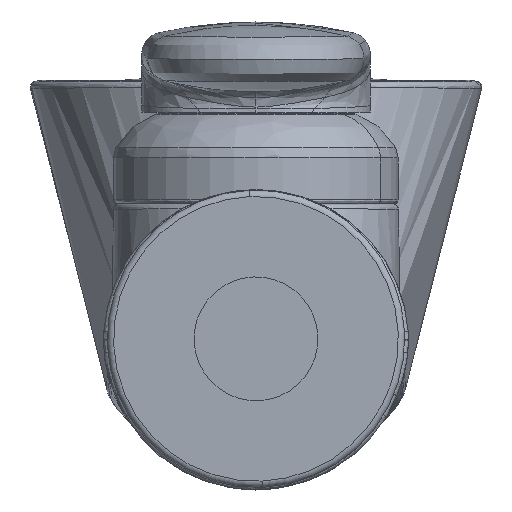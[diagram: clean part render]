
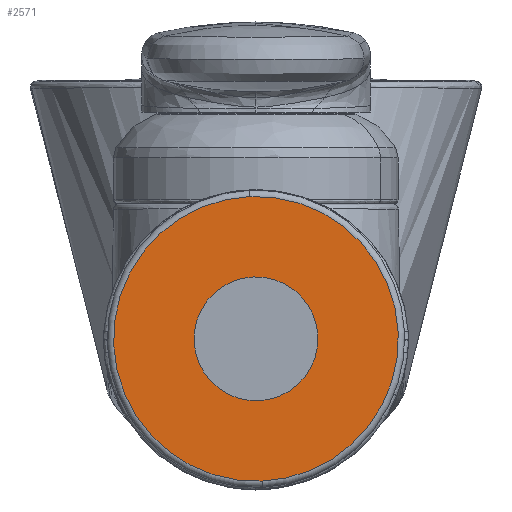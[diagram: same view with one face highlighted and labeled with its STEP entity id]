
A CAD part, front view. The second image highlights one B-rep face of the part: STEP entity #2571.
In plain terms, the highlighted planar face has unit normal (0, -1, 0).
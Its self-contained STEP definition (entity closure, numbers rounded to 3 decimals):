
#256 = EDGE_CURVE ( 'NONE', #1545, #14556, #16827, .T. ) ;
#318 = CARTESIAN_POINT ( 'NONE',  ( 0.008, 27.566, 39.951 ) ) ;
#388 = DIRECTION ( 'NONE',  ( 0., -1., 0. ) ) ;
#1298 = EDGE_CURVE ( 'NONE', #14556, #1545, #15137, .T. ) ;
#1545 = VERTEX_POINT ( 'NONE', #5620 ) ;
#2002 = ORIENTED_EDGE ( 'NONE', *, *, #1298, .T. ) ;
#2317 = DIRECTION ( 'NONE',  ( 0., -1., 0. ) ) ;
#2571 = ADVANCED_FACE ( 'NONE', ( #10381, #18745 ), #4323, .F. ) ;
#4203 = DIRECTION ( 'NONE',  ( 0., -1., 0. ) ) ;
#4323 = PLANE ( 'NONE',  #10480 ) ;
#4965 = ORIENTED_EDGE ( 'NONE', *, *, #256, .T. ) ;
#5620 = CARTESIAN_POINT ( 'NONE',  ( -0.47, 27.566, 51.141 ) ) ;
#6024 = DIRECTION ( 'NONE',  ( 0.043, 0., -0.999 ) ) ;
#6443 = CIRCLE ( 'NONE', #18603, 4.871 ) ;
#6568 = AXIS2_PLACEMENT_3D ( 'NONE', #22016, #4203, #6024 ) ;
#6569 = DIRECTION ( 'NONE',  ( 0., -1., 0. ) ) ;
#7040 = AXIS2_PLACEMENT_3D ( 'NONE', #318, #388, #7423 ) ;
#7423 = DIRECTION ( 'NONE',  ( 0.043, 0., -0.999 ) ) ;
#7950 = DIRECTION ( 'NONE',  ( 0., 1., 0. ) ) ;
#8213 = EDGE_CURVE ( 'NONE', #22233, #15755, #6443, .T. ) ;
#8462 = DIRECTION ( 'NONE',  ( 0.043, 0., -0.999 ) ) ;
#8680 = EDGE_LOOP ( 'NONE', ( #16062, #21610 ) ) ;
#9799 = CARTESIAN_POINT ( 'NONE',  ( 0.008, 27.566, 39.951 ) ) ;
#10381 = FACE_BOUND ( 'NONE', #8680, .T. ) ;
#10480 = AXIS2_PLACEMENT_3D ( 'NONE', #9799, #7950, #20436 ) ;
#11004 = CARTESIAN_POINT ( 'NONE',  ( -0.2, 27.566, 44.818 ) ) ;
#12890 = CARTESIAN_POINT ( 'NONE',  ( 0.216, 27.566, 35.084 ) ) ;
#13025 = CARTESIAN_POINT ( 'NONE',  ( 0.008, 27.566, 39.951 ) ) ;
#13700 = EDGE_CURVE ( 'NONE', #15755, #22233, #21453, .T. ) ;
#14556 = VERTEX_POINT ( 'NONE', #17473 ) ;
#15137 = CIRCLE ( 'NONE', #7040, 11.2 ) ;
#15675 = CARTESIAN_POINT ( 'NONE',  ( 0.008, 27.566, 39.951 ) ) ;
#15755 = VERTEX_POINT ( 'NONE', #11004 ) ;
#16062 = ORIENTED_EDGE ( 'NONE', *, *, #8213, .F. ) ;
#16827 = CIRCLE ( 'NONE', #18522, 11.2 ) ;
#17473 = CARTESIAN_POINT ( 'NONE',  ( 0.487, 27.566, 28.762 ) ) ;
#18123 = DIRECTION ( 'NONE',  ( 0.043, 0., -0.999 ) ) ;
#18522 = AXIS2_PLACEMENT_3D ( 'NONE', #13025, #2317, #18123 ) ;
#18603 = AXIS2_PLACEMENT_3D ( 'NONE', #15675, #6569, #8462 ) ;
#18745 = FACE_OUTER_BOUND ( 'NONE', #21926, .T. ) ;
#20436 = DIRECTION ( 'NONE',  ( 0.043, 0., -0.999 ) ) ;
#21453 = CIRCLE ( 'NONE', #6568, 4.871 ) ;
#21610 = ORIENTED_EDGE ( 'NONE', *, *, #13700, .F. ) ;
#21926 = EDGE_LOOP ( 'NONE', ( #2002, #4965 ) ) ;
#22016 = CARTESIAN_POINT ( 'NONE',  ( 0.008, 27.566, 39.951 ) ) ;
#22233 = VERTEX_POINT ( 'NONE', #12890 ) ;
